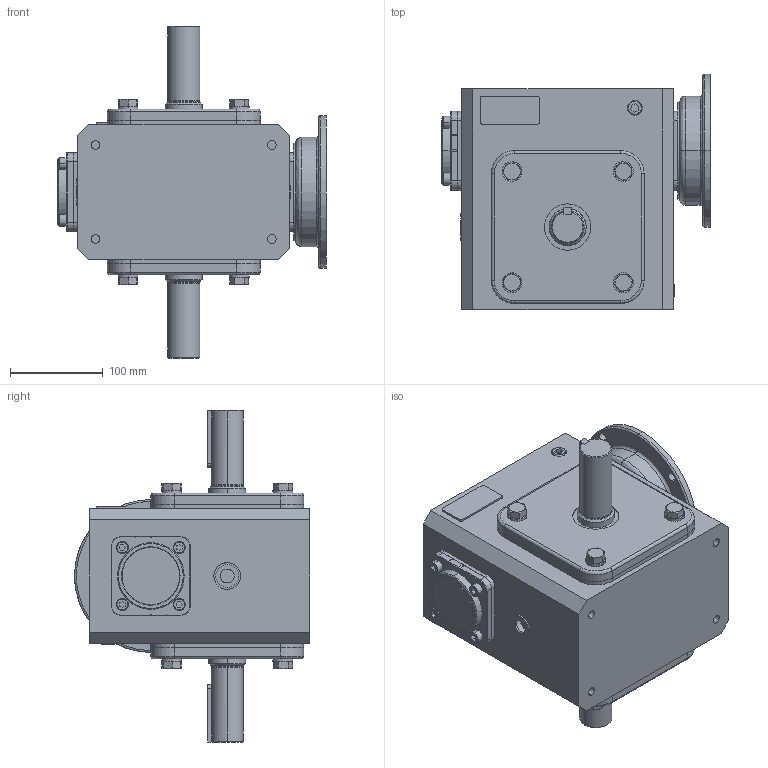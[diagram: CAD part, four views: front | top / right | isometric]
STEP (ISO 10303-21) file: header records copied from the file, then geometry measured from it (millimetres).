
FILE_DESCRIPTION (( 'STEP AP214' ), '1' );
FILE_NAME ('WG-325-040-DA.step', '2018-08-22T19:15:30', ( '' ), ( '' ), 'SwSTEP 2.0', 'SolidWorks 2017', '' );
FILE_SCHEMA (( 'AUTOMOTIVE_DESIGN' ));
Length unit declared in the file: inch
Products named in the file (1): WG-325-040-DA
Bounding box: 290 x 253.95 x 358.6 mm (x, y, z)
Volume: 8451606.3 mm3; surface area: 604195.8 mm2
Topology: 42 solids, 42 shells, 612 faces, 1379 edges, 906 vertices
Faces by surface type: plane 331, cylinder 178, cone 65, bspline 34, torus 4
Entity records: 33818 total; most frequent: CARTESIAN_POINT 11686, DIRECTION 2792, ORIENTED_EDGE 2758, EDGE_CURVE 1379, AXIS2_PLACEMENT_3D 1030, VERTEX_POINT 906, VECTOR 732, LINE 732
